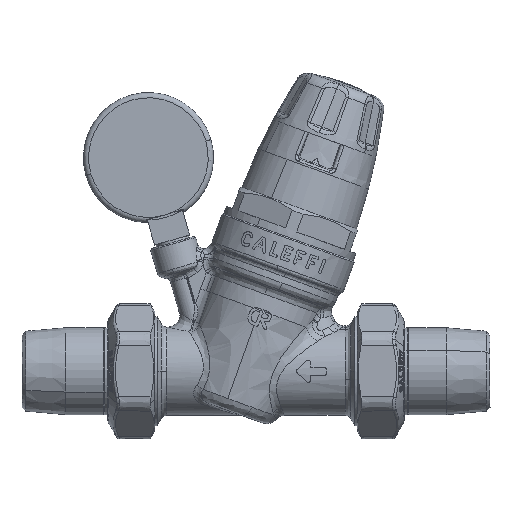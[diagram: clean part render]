
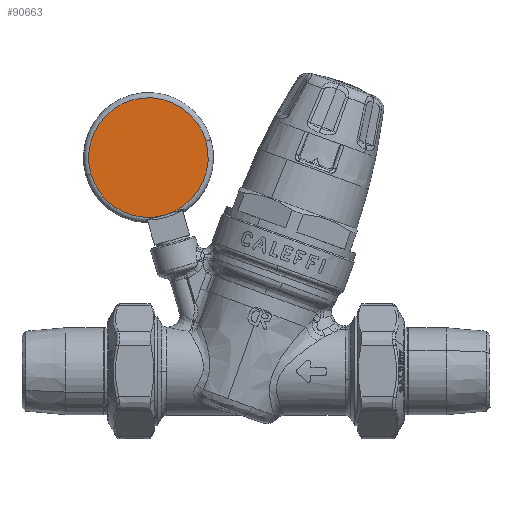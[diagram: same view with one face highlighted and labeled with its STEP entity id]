
A CAD part, left-side view. The second image highlights one B-rep face of the part: STEP entity #90663.
In plain terms, the highlighted planar face has unit normal (-1, 0, 0).
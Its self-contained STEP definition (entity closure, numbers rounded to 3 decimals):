
#90361=CARTESIAN_POINT('Vertex',(-10.,29.916,57.063)) ;
#90389=CARTESIAN_POINT('Vertex',(-10.,29.791,57.099)) ;
#90393=CARTESIAN_POINT('Control Point',(-10.,29.848,57.083)) ;
#90394=CARTESIAN_POINT('Control Point',(-10.,29.837,57.086)) ;
#90395=CARTESIAN_POINT('Control Point',(-10.,29.826,57.089)) ;
#90396=CARTESIAN_POINT('Control Point',(-10.,29.814,57.093)) ;
#90397=CARTESIAN_POINT('Control Point',(-10.,29.803,57.096)) ;
#90398=CARTESIAN_POINT('Control Point',(-10.,29.791,57.099)) ;
#90399=CARTESIAN_POINT('Vertex',(-10.,29.848,57.083)) ;
#90403=CARTESIAN_POINT('Control Point',(-10.,29.879,57.074)) ;
#90404=CARTESIAN_POINT('Control Point',(-10.,29.873,57.076)) ;
#90405=CARTESIAN_POINT('Control Point',(-10.,29.867,57.077)) ;
#90406=CARTESIAN_POINT('Control Point',(-10.,29.861,57.079)) ;
#90407=CARTESIAN_POINT('Control Point',(-10.,29.855,57.081)) ;
#90408=CARTESIAN_POINT('Control Point',(-10.,29.848,57.083)) ;
#90409=CARTESIAN_POINT('Vertex',(-10.,29.879,57.074)) ;
#90413=CARTESIAN_POINT('Control Point',(-10.,29.886,57.072)) ;
#90414=CARTESIAN_POINT('Control Point',(-10.,29.884,57.072)) ;
#90415=CARTESIAN_POINT('Control Point',(-10.,29.883,57.073)) ;
#90416=CARTESIAN_POINT('Control Point',(-10.,29.882,57.073)) ;
#90417=CARTESIAN_POINT('Control Point',(-10.,29.881,57.074)) ;
#90418=CARTESIAN_POINT('Control Point',(-10.,29.879,57.074)) ;
#90419=CARTESIAN_POINT('Vertex',(-10.,29.886,57.072)) ;
#90423=CARTESIAN_POINT('Control Point',(-10.,29.916,57.063)) ;
#90424=CARTESIAN_POINT('Control Point',(-10.,29.91,57.065)) ;
#90425=CARTESIAN_POINT('Control Point',(-10.,29.904,57.067)) ;
#90426=CARTESIAN_POINT('Control Point',(-10.,29.898,57.069)) ;
#90427=CARTESIAN_POINT('Control Point',(-10.,29.892,57.07)) ;
#90428=CARTESIAN_POINT('Control Point',(-10.,29.886,57.072)) ;
#90630=CARTESIAN_POINT('Axis2P3D Location',(-10.,36.219,79.183)) ;
#90635=CARTESIAN_POINT('Axis2P3D Location',(-10.,36.219,79.183)) ;
#90639=CARTESIAN_POINT('Vertex',(-10.,58.328,72.843)) ;
#90641=CARTESIAN_POINT('Vertex',(-10.,14.11,85.523)) ;
#90644=CARTESIAN_POINT('Axis2P3D Location',(-10.,36.219,79.183)) ;
#90649=CARTESIAN_POINT('Axis2P3D Location',(-10.,36.219,79.183)) ;
#90631=DIRECTION('Axis2P3D Direction',(1.,0.,0.)) ;
#90632=DIRECTION('Axis2P3D XDirection',(0.,0.961,-0.276)) ;
#90636=DIRECTION('Axis2P3D Direction',(1.,0.,0.)) ;
#90645=DIRECTION('Axis2P3D Direction',(1.,0.,0.)) ;
#90650=DIRECTION('Axis2P3D Direction',(1.,0.,0.)) ;
#90633=AXIS2_PLACEMENT_3D('Plane Axis2P3D',#90630,#90631,#90632) ;
#90637=AXIS2_PLACEMENT_3D('Circle Axis2P3D',#90635,#90636,$) ;
#90646=AXIS2_PLACEMENT_3D('Circle Axis2P3D',#90644,#90645,$) ;
#90651=AXIS2_PLACEMENT_3D('Circle Axis2P3D',#90649,#90650,$) ;
#90655=ORIENTED_EDGE('',*,*,#90643,.F.) ;
#90656=ORIENTED_EDGE('',*,*,#90648,.F.) ;
#90657=ORIENTED_EDGE('',*,*,#90429,.F.) ;
#90658=ORIENTED_EDGE('',*,*,#90421,.F.) ;
#90659=ORIENTED_EDGE('',*,*,#90411,.F.) ;
#90660=ORIENTED_EDGE('',*,*,#90401,.F.) ;
#90661=ORIENTED_EDGE('',*,*,#90653,.F.) ;
#90663=ADVANCED_FACE('PartBody',(#90662),#90634,.F.) ;
#90392=B_SPLINE_CURVE_WITH_KNOTS('',5,(#90393,#90394,#90395,#90396,#90397,#90398),.UNSPECIFIED.,.F.,.U.,(6,6),(10.257,10.342),.UNSPECIFIED.) ;
#90402=B_SPLINE_CURVE_WITH_KNOTS('',5,(#90403,#90404,#90405,#90406,#90407,#90408),.UNSPECIFIED.,.F.,.U.,(6,6),(10.212,10.257),.UNSPECIFIED.) ;
#90412=B_SPLINE_CURVE_WITH_KNOTS('',5,(#90413,#90414,#90415,#90416,#90417,#90418),.UNSPECIFIED.,.F.,.U.,(6,6),(10.203,10.212),.UNSPECIFIED.) ;
#90422=B_SPLINE_CURVE_WITH_KNOTS('',5,(#90423,#90424,#90425,#90426,#90427,#90428),.UNSPECIFIED.,.F.,.U.,(6,6),(10.157,10.203),.UNSPECIFIED.) ;
#90638=CIRCLE('generated circle',#90637,23.) ;
#90647=CIRCLE('generated circle',#90646,23.) ;
#90652=CIRCLE('generated circle',#90651,23.) ;
#90401=EDGE_CURVE('',#90390,#90400,#90392,.F.) ;
#90411=EDGE_CURVE('',#90400,#90410,#90402,.F.) ;
#90421=EDGE_CURVE('',#90410,#90420,#90412,.F.) ;
#90429=EDGE_CURVE('',#90420,#90362,#90422,.F.) ;
#90643=EDGE_CURVE('',#90640,#90642,#90638,.T.) ;
#90648=EDGE_CURVE('',#90362,#90640,#90647,.T.) ;
#90653=EDGE_CURVE('',#90642,#90390,#90652,.T.) ;
#90654=EDGE_LOOP('',(#90655,#90656,#90657,#90658,#90659,#90660,#90661)) ;
#90662=FACE_OUTER_BOUND('',#90654,.T.) ;
#90634=PLANE('',#90633) ;
#90362=VERTEX_POINT('',#90361) ;
#90390=VERTEX_POINT('',#90389) ;
#90400=VERTEX_POINT('',#90399) ;
#90410=VERTEX_POINT('',#90409) ;
#90420=VERTEX_POINT('',#90419) ;
#90640=VERTEX_POINT('',#90639) ;
#90642=VERTEX_POINT('',#90641) ;
